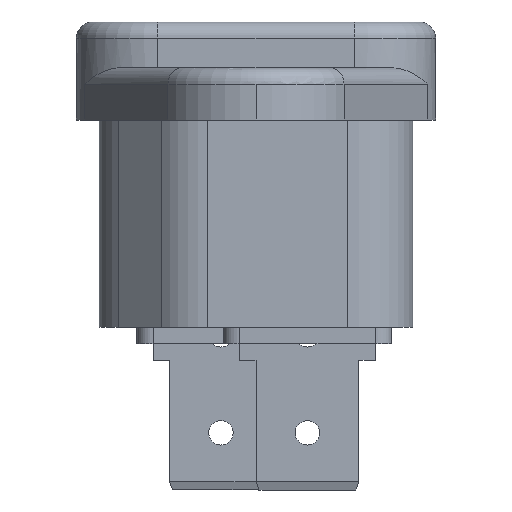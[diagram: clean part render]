
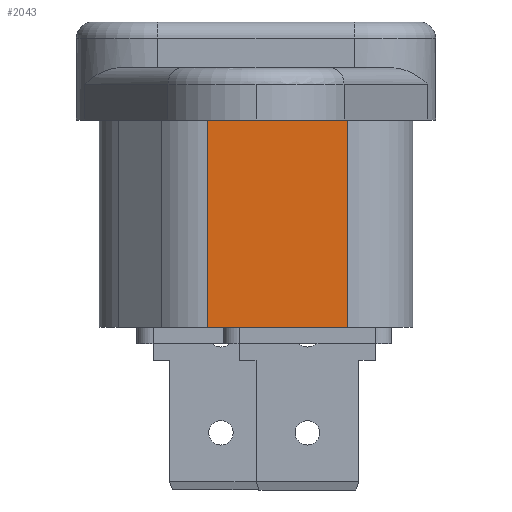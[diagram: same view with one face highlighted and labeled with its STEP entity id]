
A CAD part, left-side view. The second image highlights one B-rep face of the part: STEP entity #2043.
In plain terms, the highlighted planar face has unit normal (-1, 0, 0).
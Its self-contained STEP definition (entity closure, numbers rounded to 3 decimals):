
#194 = DIRECTION ( 'NONE',  ( 0., 0., 1. ) ) ;
#373 = CARTESIAN_POINT ( 'NONE',  ( -13.5, 2.943, -12.7 ) ) ;
#411 = ORIENTED_EDGE ( 'NONE', *, *, #1745, .F. ) ;
#555 = ORIENTED_EDGE ( 'NONE', *, *, #2854, .T. ) ;
#769 = DIRECTION ( 'NONE',  ( 0., 1., 0. ) ) ;
#811 = ORIENTED_EDGE ( 'NONE', *, *, #4528, .T. ) ;
#1168 = CARTESIAN_POINT ( 'NONE',  ( -13.5, 2.943, 0. ) ) ;
#1313 = CARTESIAN_POINT ( 'NONE',  ( -13.5, 2.943, 0. ) ) ;
#1640 = PLANE ( 'NONE',  #3533 ) ;
#1745 = EDGE_CURVE ( 'NONE', #3141, #3440, #2126, .T. ) ;
#1806 = EDGE_CURVE ( 'NONE', #3440, #1889, #2970, .T. ) ;
#1889 = VERTEX_POINT ( 'NONE', #1168 ) ;
#1935 = VECTOR ( 'NONE', #4160, 1000. ) ;
#2043 = ADVANCED_FACE ( 'NONE', ( #5401 ), #1640, .F. ) ;
#2081 = EDGE_LOOP ( 'NONE', ( #555, #4147, #411, #811 ) ) ;
#2126 = LINE ( 'NONE', #5289, #4267 ) ;
#2270 = VECTOR ( 'NONE', #4280, 1000. ) ;
#2346 = CARTESIAN_POINT ( 'NONE',  ( -13.5, -5.6, -12.7 ) ) ;
#2391 = LINE ( 'NONE', #1313, #2270 ) ;
#2467 = CARTESIAN_POINT ( 'NONE',  ( -13.5, 2.943, -12.7 ) ) ;
#2812 = CARTESIAN_POINT ( 'NONE',  ( -13.5, 2.943, -12.7 ) ) ;
#2854 = EDGE_CURVE ( 'NONE', #3764, #1889, #2391, .T. ) ;
#2970 = LINE ( 'NONE', #2812, #1935 ) ;
#3136 = CARTESIAN_POINT ( 'NONE',  ( -13.5, -5.6, 0. ) ) ;
#3141 = VERTEX_POINT ( 'NONE', #3990 ) ;
#3440 = VERTEX_POINT ( 'NONE', #2467 ) ;
#3533 = AXIS2_PLACEMENT_3D ( 'NONE', #373, #5361, #769 ) ;
#3747 = VECTOR ( 'NONE', #194, 1000. ) ;
#3764 = VERTEX_POINT ( 'NONE', #3136 ) ;
#3990 = CARTESIAN_POINT ( 'NONE',  ( -13.5, -5.6, -12.7 ) ) ;
#4020 = LINE ( 'NONE', #2346, #3747 ) ;
#4022 = DIRECTION ( 'NONE',  ( 0., 1., 0. ) ) ;
#4147 = ORIENTED_EDGE ( 'NONE', *, *, #1806, .F. ) ;
#4160 = DIRECTION ( 'NONE',  ( 0., 0., 1. ) ) ;
#4267 = VECTOR ( 'NONE', #4022, 1000. ) ;
#4280 = DIRECTION ( 'NONE',  ( 0., 1., 0. ) ) ;
#4528 = EDGE_CURVE ( 'NONE', #3141, #3764, #4020, .T. ) ;
#5289 = CARTESIAN_POINT ( 'NONE',  ( -13.5, 2.943, -12.7 ) ) ;
#5361 = DIRECTION ( 'NONE',  ( 1., 0., 0. ) ) ;
#5401 = FACE_OUTER_BOUND ( 'NONE', #2081, .T. ) ;
